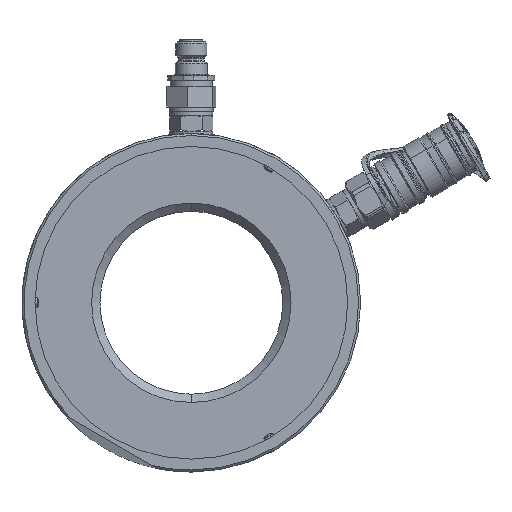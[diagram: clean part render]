
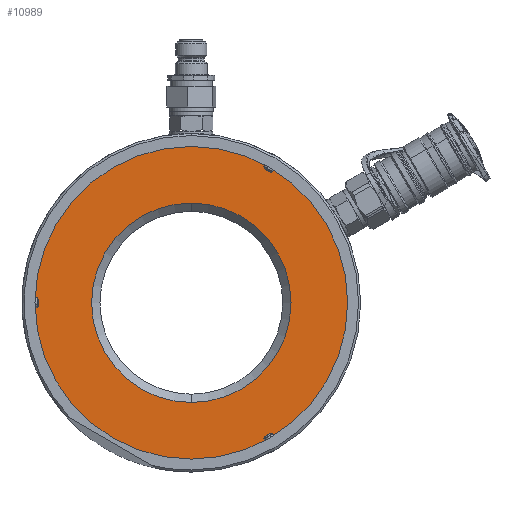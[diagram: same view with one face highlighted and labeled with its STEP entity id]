
A CAD part, front view. The second image highlights one B-rep face of the part: STEP entity #10989.
In plain terms, the highlighted planar face has unit normal (0, -1, 0).
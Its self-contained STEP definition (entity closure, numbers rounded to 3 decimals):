
#368 = DIRECTION ( 'NONE',  ( 0., 0., -1. ) ) ;
#3685 = CARTESIAN_POINT ( 'NONE',  ( 0., 8., 75.25 ) ) ;
#5195 = EDGE_LOOP ( 'NONE', ( #19055, #25706 ) ) ;
#6687 = CARTESIAN_POINT ( 'NONE',  ( 0., 8., -48. ) ) ;
#6758 = DIRECTION ( 'NONE',  ( 0., -1., 0. ) ) ;
#6874 = DIRECTION ( 'NONE',  ( 0., 1., 0. ) ) ;
#9021 = CARTESIAN_POINT ( 'NONE',  ( 0., 8., -75.25 ) ) ;
#10569 = FACE_OUTER_BOUND ( 'NONE', #5195, .T. ) ;
#10989 = ADVANCED_FACE ( 'NONE', ( #24978, #10569 ), #13561, .F. ) ;
#12443 = EDGE_CURVE ( 'NONE', #21913, #16148, #40056, .T. ) ;
#12892 = CARTESIAN_POINT ( 'NONE',  ( 0., 8., 0. ) ) ;
#13561 = PLANE ( 'NONE',  #32038 ) ;
#14367 = AXIS2_PLACEMENT_3D ( 'NONE', #40912, #19142, #38137 ) ;
#15004 = CIRCLE ( 'NONE', #16142, 75.25 ) ;
#15877 = CIRCLE ( 'NONE', #31234, 48. ) ;
#16142 = AXIS2_PLACEMENT_3D ( 'NONE', #26665, #29837, #26806 ) ;
#16148 = VERTEX_POINT ( 'NONE', #9021 ) ;
#17330 = DIRECTION ( 'NONE',  ( 0., -1., 0. ) ) ;
#18224 = DIRECTION ( 'NONE',  ( 0., 0., 1. ) ) ;
#19055 = ORIENTED_EDGE ( 'NONE', *, *, #31922, .T. ) ;
#19142 = DIRECTION ( 'NONE',  ( 0., -1., 0. ) ) ;
#20383 = DIRECTION ( 'NONE',  ( 0., 0., -1. ) ) ;
#20694 = EDGE_CURVE ( 'NONE', #35793, #30866, #29424, .T. ) ;
#21913 = VERTEX_POINT ( 'NONE', #29658 ) ;
#24978 = FACE_BOUND ( 'NONE', #39248, .T. ) ;
#25706 = ORIENTED_EDGE ( 'NONE', *, *, #12443, .T. ) ;
#26665 = CARTESIAN_POINT ( 'NONE',  ( 0., 8., 0. ) ) ;
#26806 = DIRECTION ( 'NONE',  ( 0., 0., -1. ) ) ;
#27799 = ORIENTED_EDGE ( 'NONE', *, *, #20694, .F. ) ;
#29424 = CIRCLE ( 'NONE', #40257, 48. ) ;
#29658 = CARTESIAN_POINT ( 'NONE',  ( 0., 8., 75.25 ) ) ;
#29837 = DIRECTION ( 'NONE',  ( 0., -1., 0. ) ) ;
#30866 = VERTEX_POINT ( 'NONE', #40843 ) ;
#30962 = EDGE_CURVE ( 'NONE', #30866, #35793, #15877, .T. ) ;
#31234 = AXIS2_PLACEMENT_3D ( 'NONE', #12892, #6758, #368 ) ;
#31922 = EDGE_CURVE ( 'NONE', #16148, #21913, #15004, .T. ) ;
#32038 = AXIS2_PLACEMENT_3D ( 'NONE', #3685, #6874, #18224 ) ;
#35793 = VERTEX_POINT ( 'NONE', #6687 ) ;
#36063 = CARTESIAN_POINT ( 'NONE',  ( 0., 8., 0. ) ) ;
#38137 = DIRECTION ( 'NONE',  ( 0., 0., -1. ) ) ;
#39248 = EDGE_LOOP ( 'NONE', ( #27799, #40731 ) ) ;
#40056 = CIRCLE ( 'NONE', #14367, 75.25 ) ;
#40257 = AXIS2_PLACEMENT_3D ( 'NONE', #36063, #17330, #20383 ) ;
#40731 = ORIENTED_EDGE ( 'NONE', *, *, #30962, .F. ) ;
#40843 = CARTESIAN_POINT ( 'NONE',  ( 0., 8., 48. ) ) ;
#40912 = CARTESIAN_POINT ( 'NONE',  ( 0., 8., 0. ) ) ;
